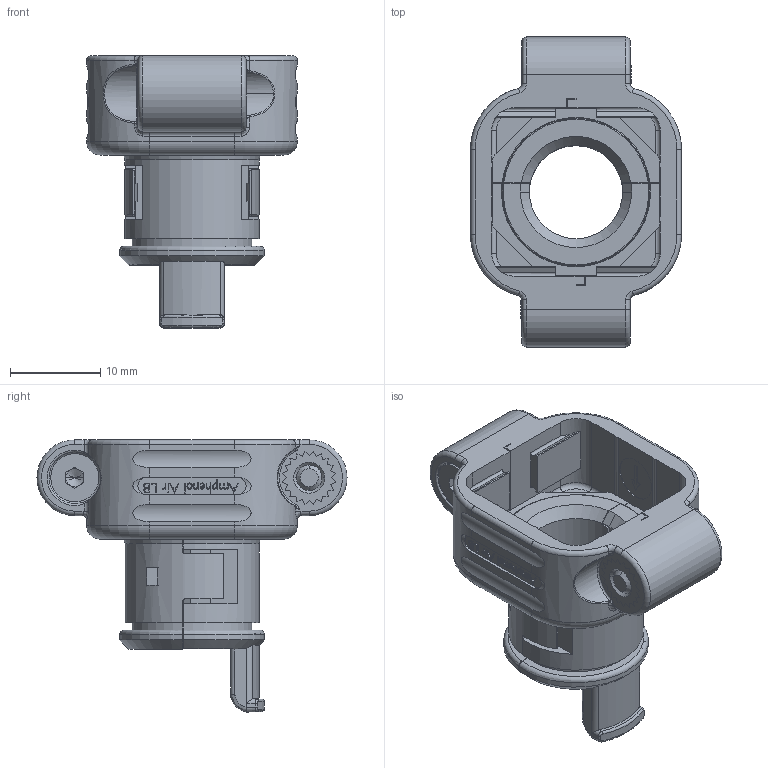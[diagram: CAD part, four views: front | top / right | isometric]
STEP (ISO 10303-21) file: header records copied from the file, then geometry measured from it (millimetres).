
FILE_DESCRIPTION((''),'2;1');
FILE_NAME('SIM2B2A22','2019-09-18T',('presta_be4'),(''),'PRO/ENGINEER BY PARAMETRIC TECHNOLOGY CORPORATION, 2014310','PRO/ENGINEER BY PARAMETRIC TECHNOLOGY CORPORATION, 2014310','');
FILE_SCHEMA(('CONFIG_CONTROL_DESIGN'));
Length unit declared in the file: millimetre
Products named in the file (1): SIM2B2A22
Bounding box: 23.4 x 34.4 x 30.2 mm (x, y, z)
Volume: 4492.9 mm3; surface area: 5264.9 mm2
Topology: 1 solids, 3 shells, 1229 faces, 3396 edges, 2202 vertices
Faces by surface type: plane 528, extrusion 322, cylinder 228, torus 73, bspline 50, cone 28
Entity records: 50701 total; most frequent: CARTESIAN_POINT 20831, ORIENTED_EDGE 6784, DIRECTION 5090, EDGE_CURVE 3392, VERTEX_POINT 2202, VECTOR 2186, LINE 1864, AXIS2_PLACEMENT_3D 1452
